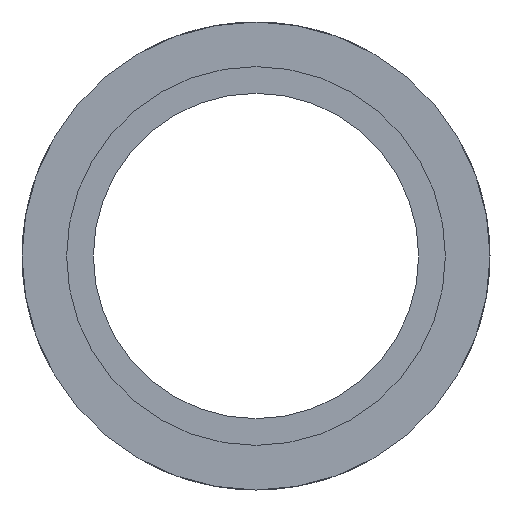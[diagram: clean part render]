
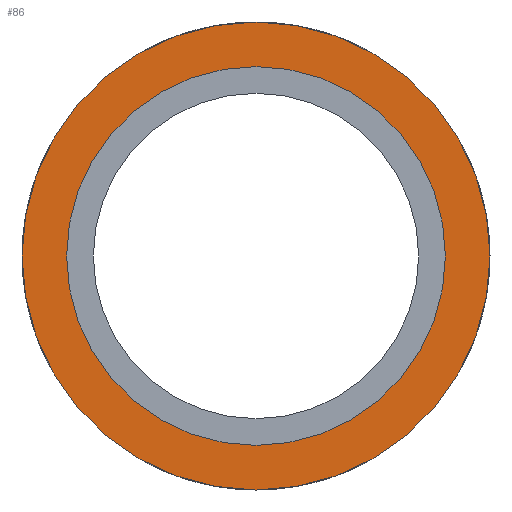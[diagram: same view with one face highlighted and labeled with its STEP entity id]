
A CAD part, left-side view. The second image highlights one B-rep face of the part: STEP entity #86.
In plain terms, the highlighted planar face has unit normal (-1, 0, 0).
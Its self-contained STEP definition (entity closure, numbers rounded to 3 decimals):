
#86 = ADVANCED_FACE( '', ( #181, #182 ), #183, .T. );
#181 = FACE_BOUND( '', #341, .T. );
#182 = FACE_OUTER_BOUND( '', #342, .T. );
#183 = PLANE( '', #343 );
#341 = EDGE_LOOP( '', ( #547 ) );
#342 = EDGE_LOOP( '', ( #548 ) );
#343 = AXIS2_PLACEMENT_3D( '', #549, #550, #551 );
#547 = ORIENTED_EDGE( '', *, *, #937, .T. );
#548 = ORIENTED_EDGE( '', *, *, #938, .F. );
#549 = CARTESIAN_POINT( '', ( -72.75, 26.25, 0. ) );
#550 = DIRECTION( '', ( -1., 0., 0. ) );
#551 = DIRECTION( '', ( 0., 0., 1. ) );
#937 = EDGE_CURVE( '', #1102, #1102, #1103, .T. );
#938 = EDGE_CURVE( '', #1104, #1104, #1105, .T. );
#1102 = VERTEX_POINT( '', #1310 );
#1103 = CIRCLE( '', #1311, 21.25 );
#1104 = VERTEX_POINT( '', #1312 );
#1105 = CIRCLE( '', #1313, 26.25 );
#1310 = CARTESIAN_POINT( '', ( -72.75, 0., -21.25 ) );
#1311 = AXIS2_PLACEMENT_3D( '', #1595, #1596, #1597 );
#1312 = CARTESIAN_POINT( '', ( -72.75, 0., -26.25 ) );
#1313 = AXIS2_PLACEMENT_3D( '', #1598, #1599, #1600 );
#1595 = CARTESIAN_POINT( '', ( -72.75, 0., 0. ) );
#1596 = DIRECTION( '', ( 1., 0., 0. ) );
#1597 = DIRECTION( '', ( 0., 0., -1. ) );
#1598 = CARTESIAN_POINT( '', ( -72.75, 0., 0. ) );
#1599 = DIRECTION( '', ( 1., 0., 0. ) );
#1600 = DIRECTION( '', ( 0., 0., -1. ) );
